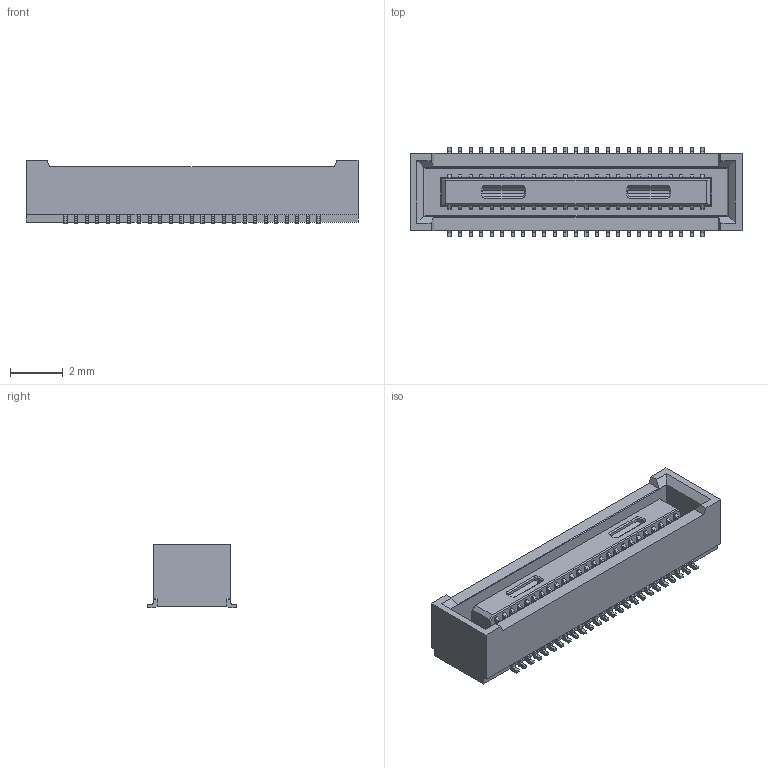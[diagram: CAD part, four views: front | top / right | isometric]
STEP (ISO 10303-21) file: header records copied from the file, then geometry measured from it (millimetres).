
FILE_DESCRIPTION(('Creo Elements/Direct Modeling STEP Export'),'2;1');
FILE_NAME('DF40TC(2.5)-50DS-0.4V.stp','2021-03-25T 9:39:34',(''),(''),'Creo Elements/Direct Modeling STEP processor for AP214 (Solid Model)','Creo Elements/Direct Modeling 19.0F 14-Feb-2017 (C) Parametric Technology GmbH','');
FILE_SCHEMA(('AUTOMOTIVE_DESIGN { 1 0 10303 214 1 1 1 1 }'));
Length unit declared in the file: millimetre
Products named in the file (2): DF40TC(2.5)-50DS-0.4V
Assembly tree (1 placements, depth 2):
  DF40TC(2.5)-50DS-0.4V
    DF40TC(2.5)-50DS-0.4V
Bounding box: 12.6 x 3.38 x 2.4 mm (x, y, z)
Volume: 63.4 mm3; surface area: 217.6 mm2
Topology: 1 solids, 1 shells, 1043 faces, 2774 edges, 1836 vertices
Faces by surface type: plane 769, cylinder 262, cone 12
Entity records: 32437 total; most frequent: CARTESIAN_POINT 6155, ORIENTED_EDGE 5548, DIRECTION 5208, EDGE_CURVE 2774, VECTOR 2230, LINE 2230, VERTEX_POINT 1836, AXIS2_PLACEMENT_3D 1489
